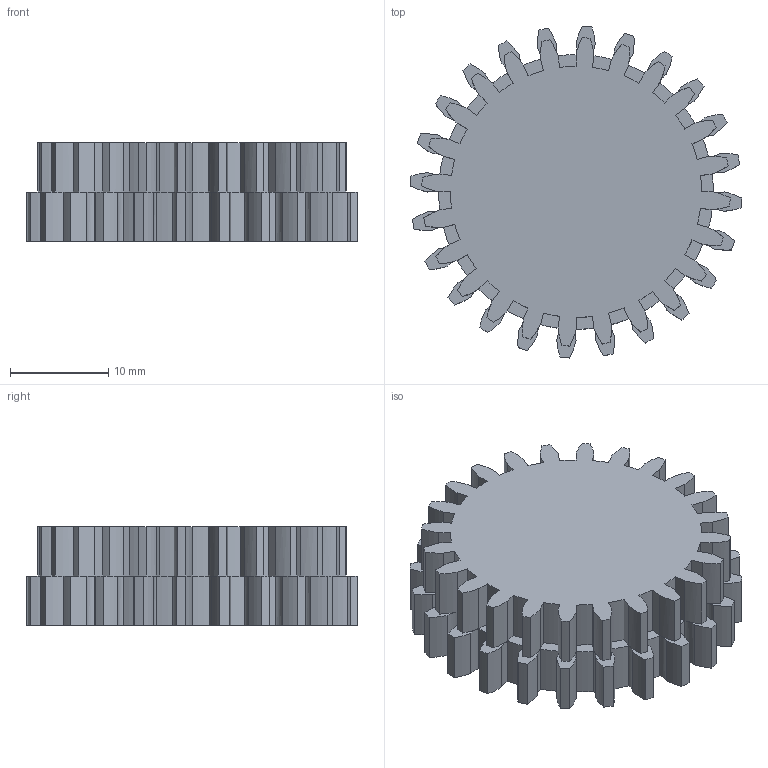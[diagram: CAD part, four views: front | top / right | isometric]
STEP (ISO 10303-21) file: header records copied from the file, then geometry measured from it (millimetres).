
FILE_DESCRIPTION((''),'2;1');
FILE_NAME('PLANET_NO_2','2021-02-15T20:46:33',('TINH LE'),(''),'CREO PARAMETRIC BY PTC INC, 2020154','CREO PARAMETRIC BY PTC INC, 2020154','');
FILE_SCHEMA(('CONFIG_CONTROL_DESIGN'));
Length unit declared in the file: millimetre
Products named in the file (1): PLANET_NO_2
Bounding box: 33.84 x 33.84 x 10 mm (x, y, z)
Volume: 6779.5 mm3; surface area: 3563.7 mm2
Topology: 1 solids, 1 shells, 386 faces, 960 edges, 576 vertices
Faces by surface type: plane 146, cylinder 144, extrusion 96
Entity records: 11774 total; most frequent: CARTESIAN_POINT 2834, ORIENTED_EDGE 1920, DIRECTION 1732, EDGE_CURVE 960, AXIS2_PLACEMENT_3D 626, VERTEX_POINT 576, VECTOR 480, EDGE_LOOP 386
